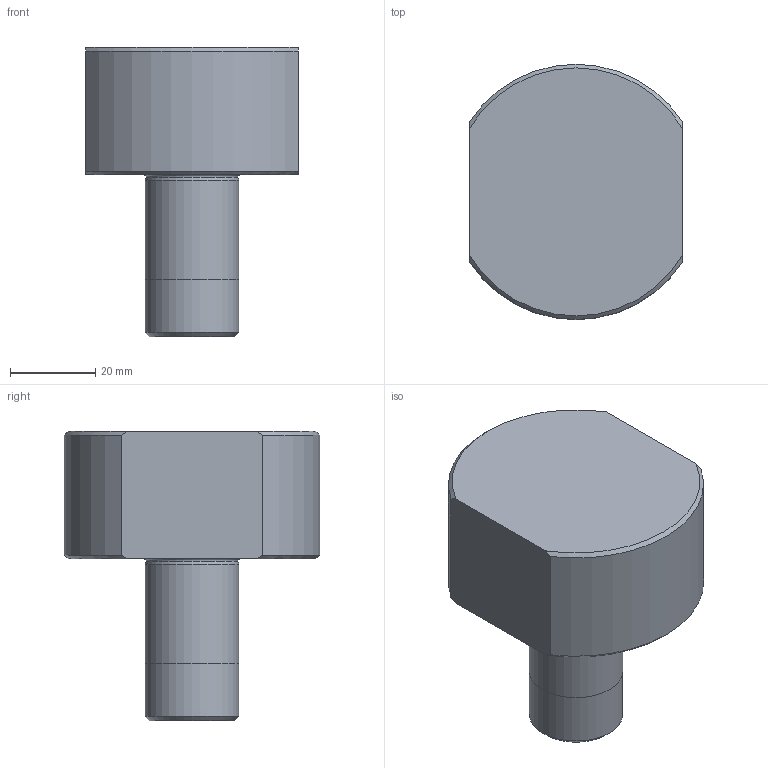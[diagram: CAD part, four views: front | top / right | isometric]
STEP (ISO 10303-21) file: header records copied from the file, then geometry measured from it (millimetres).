
FILE_DESCRIPTION(/* description */ (''),/* implementation_level */ '2;1');
FILE_NAME(/* name */ '262011660.stp',/* time_stamp */ '2021-01-19T15:24:19',/* author */ ('LRA'),/* organization */ ('REGO-FIX'),/* preprocessor_version */ ' Unknown',/* originating_system */ 'SIEMENS PLM Software Solid Edge ST10',/* authorization */ 'Unknown');
FILE_SCHEMA (('AUTOMOTIVE_DESIGN { 1 0 10303 214 2 1 1}'));
Length unit declared in the file: millimetre
Products named in the file (1): NOCUT
Bounding box: 50 x 60 x 68 mm (x, y, z)
Volume: 88220.4 mm3; surface area: 14429 mm2
Topology: 1 solids, 1 shells, 20 faces, 44 edges, 27 vertices
Faces by surface type: cone 8, plane 5, cylinder 5, torus 2
Full cylindrical faces by diameter (mm): 10.5 x1, 22 x2
Entity records: 687 total; most frequent: CARTESIAN_POINT 109, DIRECTION 92, ORIENTED_EDGE 68, AXIS2_PLACEMENT_3D 42, EDGE_CURVE 34, FACE_BOUND 31, EDGE_LOOP 30, VERTEX_POINT 27
